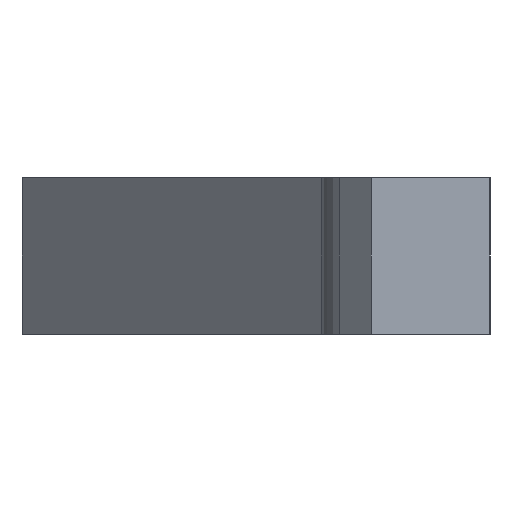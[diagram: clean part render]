
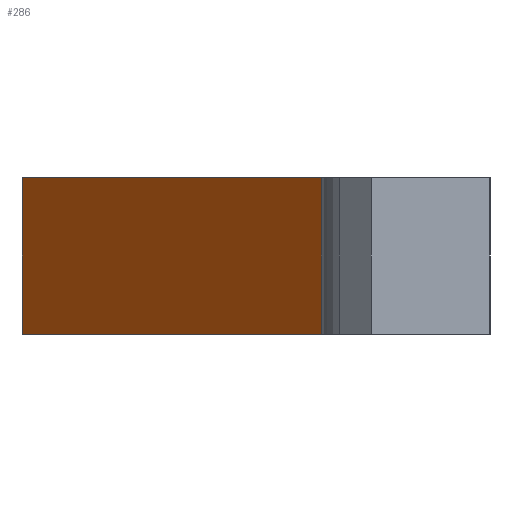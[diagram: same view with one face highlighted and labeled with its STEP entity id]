
A CAD part, left-side view. The second image highlights one B-rep face of the part: STEP entity #286.
In plain terms, the highlighted planar face has unit normal (-0.122, 0.993, 0).
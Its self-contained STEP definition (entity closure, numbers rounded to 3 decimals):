
#23=PLANE('',#321);
#36=FACE_OUTER_BOUND('',#51,.T.);
#51=EDGE_LOOP('',(#224,#225,#226,#227));
#78=LINE('',#459,#107);
#79=LINE('',#462,#108);
#80=LINE('',#464,#109);
#81=LINE('',#465,#110);
#107=VECTOR('',#376,10.);
#108=VECTOR('',#379,10.);
#109=VECTOR('',#380,10.);
#110=VECTOR('',#381,10.);
#145=VERTEX_POINT('',#455);
#146=VERTEX_POINT('',#457);
#147=VERTEX_POINT('',#461);
#148=VERTEX_POINT('',#463);
#178=EDGE_CURVE('',#145,#146,#78,.T.);
#179=EDGE_CURVE('',#147,#145,#79,.T.);
#180=EDGE_CURVE('',#148,#146,#80,.T.);
#181=EDGE_CURVE('',#147,#148,#81,.T.);
#224=ORIENTED_EDGE('',*,*,#179,.T.);
#225=ORIENTED_EDGE('',*,*,#178,.T.);
#226=ORIENTED_EDGE('',*,*,#180,.F.);
#227=ORIENTED_EDGE('',*,*,#181,.F.);
#286=ADVANCED_FACE('',(#36),#23,.T.);
#321=AXIS2_PLACEMENT_3D('',#460,#377,#378);
#376=DIRECTION('',(0.,0.,1.));
#377=DIRECTION('center_axis',(-0.122,0.993,0.));
#378=DIRECTION('ref_axis',(-0.993,-0.122,0.));
#379=DIRECTION('',(-0.993,-0.122,0.));
#380=DIRECTION('',(-0.993,-0.122,0.));
#381=DIRECTION('',(0.,0.,1.));
#455=CARTESIAN_POINT('',(184.664,111.38,0.));
#457=CARTESIAN_POINT('',(184.664,111.38,7.5));
#459=CARTESIAN_POINT('',(184.664,111.38,0.));
#460=CARTESIAN_POINT('Origin',(301.476,125.723,0.));
#461=CARTESIAN_POINT('',(301.476,125.723,0.));
#462=CARTESIAN_POINT('',(301.476,125.723,0.));
#463=CARTESIAN_POINT('',(301.476,125.723,7.5));
#464=CARTESIAN_POINT('',(301.476,125.723,7.5));
#465=CARTESIAN_POINT('',(301.476,125.723,0.));
